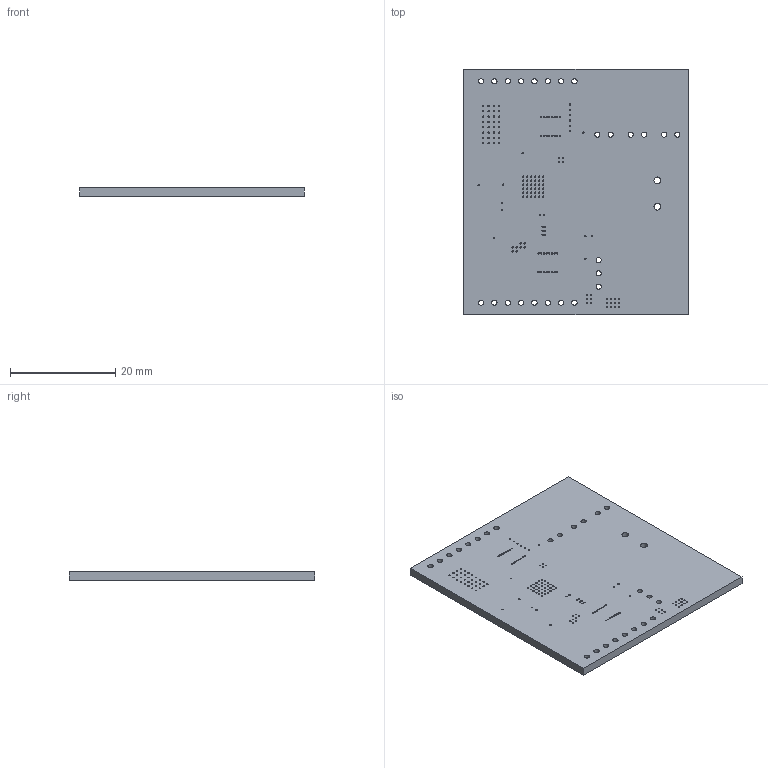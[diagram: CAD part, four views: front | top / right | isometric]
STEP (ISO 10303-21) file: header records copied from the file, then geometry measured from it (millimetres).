
FILE_DESCRIPTION(('FreeCAD Model'),'2;1');
FILE_NAME( 'SoundHive.step', '2017-07-27T20:01:06',(''),(''),'Open CASCADE STEP processor 6.8', 'FreeCAD','Unknown');
FILE_SCHEMA(('AUTOMOTIVE_DESIGN_CC2 { 1 2 10303 214 -1 1 5 4 }'));
Length unit declared in the file: millimetre
Products named in the file (2): ASSEMBLY; Pcb
Assembly tree (1 placements, depth 2):
  ASSEMBLY
    Pcb
Bounding box: 42.67 x 46.74 x 1.6 mm (x, y, z)
Volume: 3142.8 mm3; surface area: 4549.9 mm2
Topology: 1 solids, 1 shells, 187 faces, 555 edges, 370 vertices
Faces by surface type: cylinder 181, plane 6
Full cylindrical faces by diameter (mm): 0.254 x154, 1 x25, 1.3 x2
Entity records: 15555 total; most frequent: CARTESIAN_POINT 4396, DIRECTION 2043, ORIENTED_EDGE 1110, PCURVE 1110, DEFINITIONAL_REPRESENTATION 1110, LINE 941, VECTOR 941, EDGE_CURVE 555
